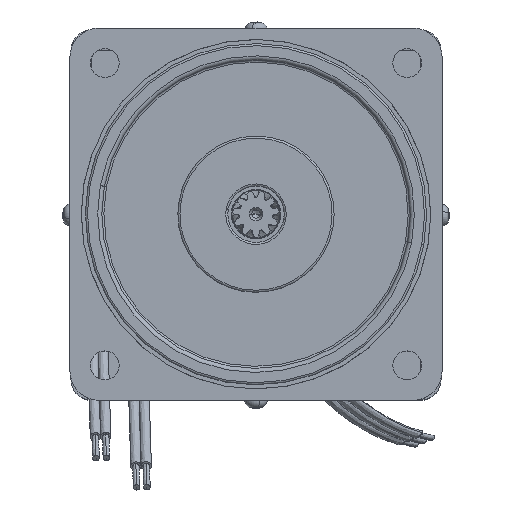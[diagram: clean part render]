
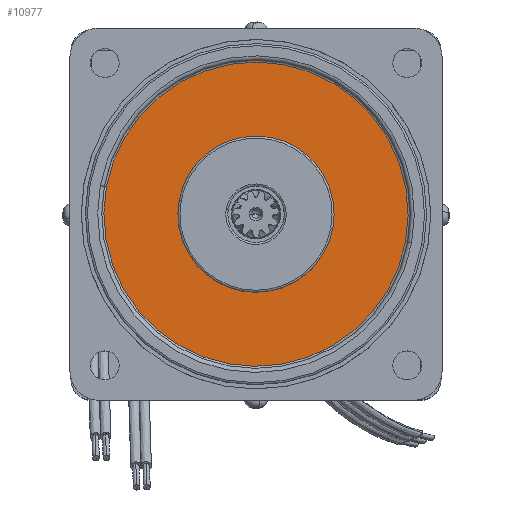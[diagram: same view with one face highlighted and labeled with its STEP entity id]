
A CAD part, top view. The second image highlights one B-rep face of the part: STEP entity #10977.
In plain terms, the highlighted face is planar.
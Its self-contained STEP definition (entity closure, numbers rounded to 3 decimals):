
#10572 = ORIENTED_EDGE ( 'NONE', *, *, #10954, .T. ) ;
#10821 = VERTEX_POINT ( 'NONE', #15862 ) ;
#10829 = EDGE_LOOP ( 'NONE', ( #11100, #11098 ) ) ;
#10954 = EDGE_CURVE ( 'NONE', #11017, #11023, #16050, .T. ) ;
#10976 = EDGE_CURVE ( 'NONE', #11045, #10821, #16352, .T. ) ;
#10977 = ADVANCED_FACE ( 'NONE', ( #16303, #16293 ), #16304, .F. ) ;
#10978 = EDGE_CURVE ( 'NONE', #10821, #11045, #16295, .T. ) ;
#10979 = ORIENTED_EDGE ( 'NONE', *, *, #11022, .T. ) ;
#11017 = VERTEX_POINT ( 'NONE', #16362 ) ;
#11022 = EDGE_CURVE ( 'NONE', #11023, #11017, #16367, .T. ) ;
#11023 = VERTEX_POINT ( 'NONE', #16328 ) ;
#11045 = VERTEX_POINT ( 'NONE', #16341 ) ;
#11098 = ORIENTED_EDGE ( 'NONE', *, *, #10978, .T. ) ;
#11100 = ORIENTED_EDGE ( 'NONE', *, *, #10976, .T. ) ;
#11102 = EDGE_LOOP ( 'NONE', ( #10979, #10572 ) ) ;
#15862 = CARTESIAN_POINT ( 'NONE',  ( -37., 0., -20.5 ) ) ;
#16019 = CARTESIAN_POINT ( 'NONE',  ( 0., 0., -20.5 ) ) ;
#16043 = AXIS2_PLACEMENT_3D ( 'NONE', #16019, #16197, #16196 ) ;
#16050 = CIRCLE ( 'NONE', #16043, 19. ) ;
#16196 = DIRECTION ( 'NONE',  ( 1., 0., 0. ) ) ;
#16197 = DIRECTION ( 'NONE',  ( 0., 0., 1. ) ) ;
#16278 = DIRECTION ( 'NONE',  ( 1., 0., 0. ) ) ;
#16279 = DIRECTION ( 'NONE',  ( 0., 0., -1. ) ) ;
#16280 = CARTESIAN_POINT ( 'NONE',  ( 0., 0., -20.5 ) ) ;
#16283 = DIRECTION ( 'NONE',  ( 1., 0., 0. ) ) ;
#16284 = AXIS2_PLACEMENT_3D ( 'NONE', #16280, #16279, #16278 ) ;
#16287 = DIRECTION ( 'NONE',  ( 1., 0., 0. ) ) ;
#16288 = DIRECTION ( 'NONE',  ( 0., 0., -1. ) ) ;
#16289 = CARTESIAN_POINT ( 'NONE',  ( 0., 0., -20.5 ) ) ;
#16290 = AXIS2_PLACEMENT_3D ( 'NONE', #16289, #16288, #16287 ) ;
#16291 = DIRECTION ( 'NONE',  ( 0., 0., 1. ) ) ;
#16292 = CARTESIAN_POINT ( 'NONE',  ( 0., 37.5, -20.5 ) ) ;
#16293 = FACE_BOUND ( 'NONE', #11102, .T. ) ;
#16294 = AXIS2_PLACEMENT_3D ( 'NONE', #16292, #16291, #16283 ) ;
#16295 = CIRCLE ( 'NONE', #16284, 37. ) ;
#16303 = FACE_OUTER_BOUND ( 'NONE', #10829, .T. ) ;
#16304 = PLANE ( 'NONE',  #16294 ) ;
#16323 = DIRECTION ( 'NONE',  ( 1., 0., 0. ) ) ;
#16324 = DIRECTION ( 'NONE',  ( 0., 0., 1. ) ) ;
#16325 = CARTESIAN_POINT ( 'NONE',  ( 0., 0., -20.5 ) ) ;
#16326 = AXIS2_PLACEMENT_3D ( 'NONE', #16325, #16324, #16323 ) ;
#16328 = CARTESIAN_POINT ( 'NONE',  ( 19., 0., -20.5 ) ) ;
#16341 = CARTESIAN_POINT ( 'NONE',  ( 37., 0., -20.5 ) ) ;
#16352 = CIRCLE ( 'NONE', #16290, 37. ) ;
#16362 = CARTESIAN_POINT ( 'NONE',  ( -19., 0., -20.5 ) ) ;
#16367 = CIRCLE ( 'NONE', #16326, 19. ) ;
